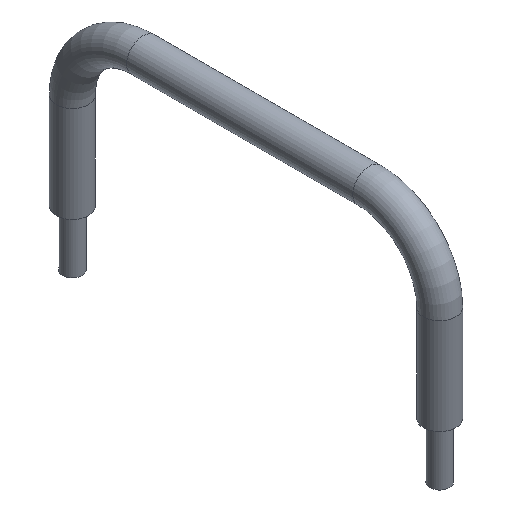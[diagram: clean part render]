
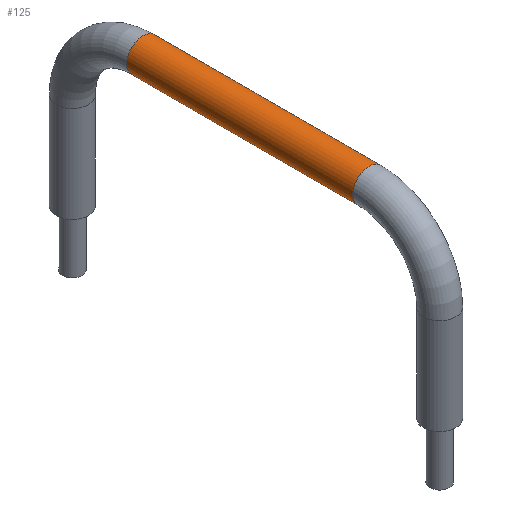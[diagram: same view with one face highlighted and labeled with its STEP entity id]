
A CAD part, isometric view. The second image highlights one B-rep face of the part: STEP entity #125.
In plain terms, the highlighted cylindrical face has radius 1.15 mm (diameter 2.3 mm), a full revolution.
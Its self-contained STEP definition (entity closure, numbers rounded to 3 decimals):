
#30=FACE_BOUND($,#53,.T.);
#37=FACE_OUTER_BOUND($,#52,.T.);
#52=EDGE_LOOP($,(#102));
#53=EDGE_LOOP($,(#103));
#70=CIRCLE($,#147,1.15);
#71=CIRCLE($,#149,1.15);
#80=VERTEX_POINT($,#221);
#81=VERTEX_POINT($,#224);
#90=EDGE_CURVE($,#80,#80,#70,.T.);
#91=EDGE_CURVE($,#81,#81,#71,.T.);
#102=ORIENTED_EDGE($,*,*,#90,.F.);
#103=ORIENTED_EDGE($,*,*,#91,.T.);
#119=CYLINDRICAL_SURFACE($,#148,1.15);
#125=ADVANCED_FACE($,(#37,#30),#119,.T.);
#147=AXIS2_PLACEMENT_3D($,#222,#176,#177);
#148=AXIS2_PLACEMENT_3D($,#223,#178,#179);
#149=AXIS2_PLACEMENT_3D($,#225,#180,#181);
#176=DIRECTION('center_axis',(0.,1.,0.));
#177=DIRECTION('ref_axis',(1.,0.,0.));
#178=DIRECTION('center_axis',(0.,1.,0.));
#179=DIRECTION('ref_axis',(1.,0.,0.));
#180=DIRECTION('center_axis',(0.,1.,0.));
#181=DIRECTION('ref_axis',(1.,0.,0.));
#221=CARTESIAN_POINT('',(-1.15,8.,11.8));
#222=CARTESIAN_POINT('Origin',(0.,8.,11.8));
#223=CARTESIAN_POINT('Origin',(0.,-8.,11.8));
#224=CARTESIAN_POINT('',(-1.15,-8.,11.8));
#225=CARTESIAN_POINT('Origin',(0.,-8.,11.8));
